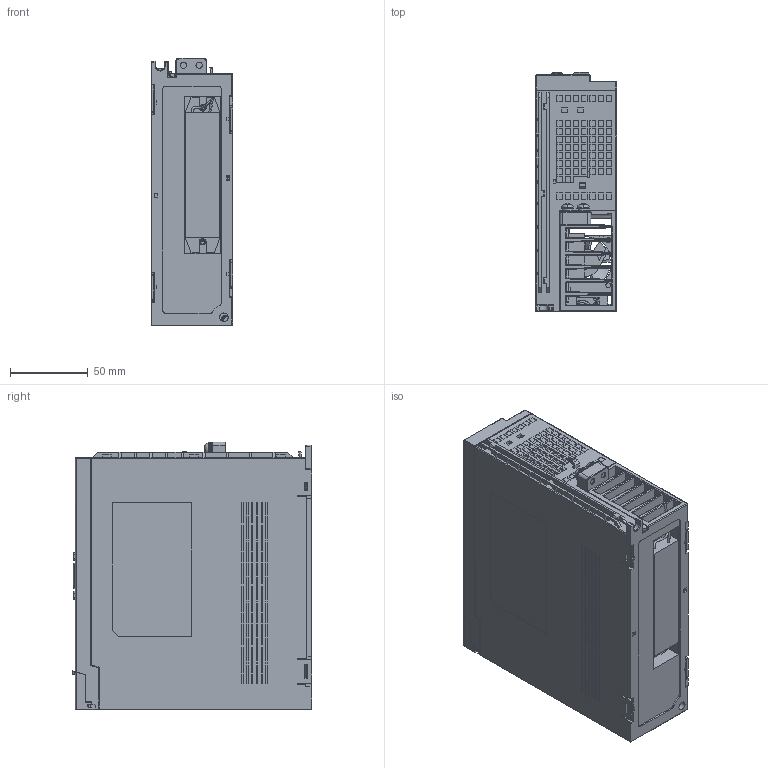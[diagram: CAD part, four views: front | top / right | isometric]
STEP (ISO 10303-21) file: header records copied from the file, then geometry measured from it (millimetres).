
FILE_DESCRIPTION((''),'2;1');
FILE_NAME('X5-750-20201009-EB_LOCATION','2022-06-10T',('kjl'),(''),'CREO PARAMETRIC BY PTC INC, 2014350','CREO PARAMETRIC BY PTC INC, 2014350','');
FILE_SCHEMA(('CONFIG_CONTROL_DESIGN'));
Products named in the file (1): X5-750-20201009-EB_LOCATION
Bounding box: 52.1 x 154 x 172 mm (x, y, z)
Volume: 1007598.3 mm3; surface area: 248662.4 mm2
Topology: 2 solids, 17 shells, 4276 faces, 11600 edges, 7538 vertices
Faces by surface type: plane 3388, cylinder 659, sphere 75, bspline 72, torus 36, cone 36, extrusion 10
Entity records: 139474 total; most frequent: CARTESIAN_POINT 31602, ORIENTED_EDGE 23062, DIRECTION 20829, EDGE_CURVE 11531, VECTOR 9711, LINE 9701, VERTEX_POINT 7537, AXIS2_PLACEMENT_3D 5559
